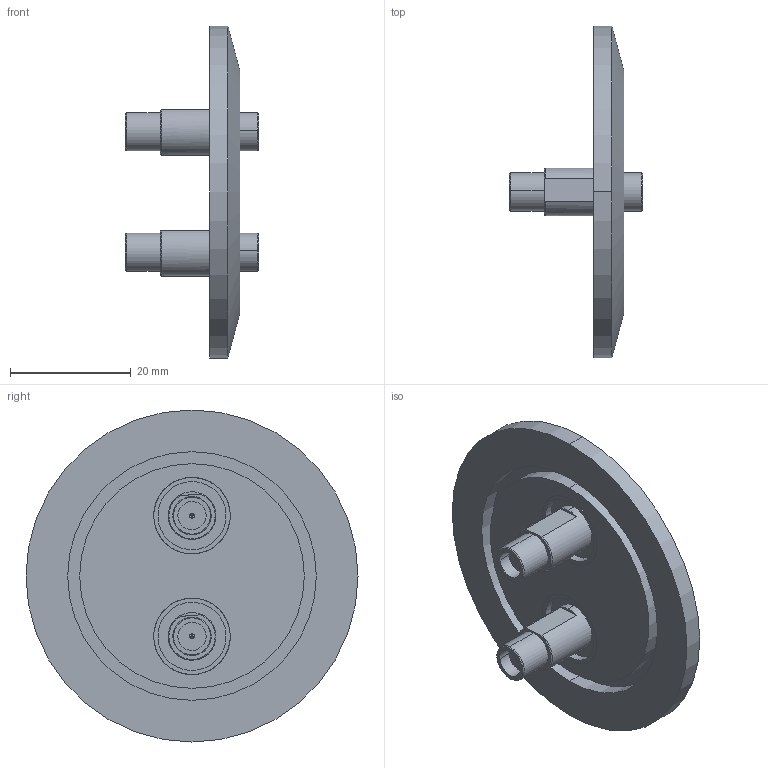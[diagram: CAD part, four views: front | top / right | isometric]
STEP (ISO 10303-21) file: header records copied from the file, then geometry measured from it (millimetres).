
FILE_DESCRIPTION (( 'STEP AP214' ), '1' );
FILE_NAME ('242-SMAD18G-K40-2-01.STEP', '2021-04-06T09:42:38', ( '' ), ( '' ), 'SwSTEP 2.0', 'SolidWorks 2017', '' );
FILE_SCHEMA (( 'AUTOMOTIVE_DESIGN' ));
Length unit declared in the file: millimetre
Products named in the file (3): 242-SMAD18G-W; 9242-SMAD18G-K40-2_DN40 KF; 242-SMAD18G-K40-2-01
Assembly tree (3 placements, depth 2):
  242-SMAD18G-K40-2-01
    9242-SMAD18G-K40-2_DN40 KF
    242-SMAD18G-W  x2
Bounding box: 22.1 x 55 x 55 mm (x, y, z)
Volume: 10638.9 mm3; surface area: 7830.6 mm2
Topology: 5 solids, 5 shells, 100 faces, 208 edges, 136 vertices
Faces by surface type: cylinder 54, plane 32, cone 14
Entity records: 1722 total; most frequent: DIRECTION 323, CARTESIAN_POINT 270, ORIENTED_EDGE 242, AXIS2_PLACEMENT_3D 140, EDGE_CURVE 121, VERTEX_POINT 79, CIRCLE 76, EDGE_LOOP 74
